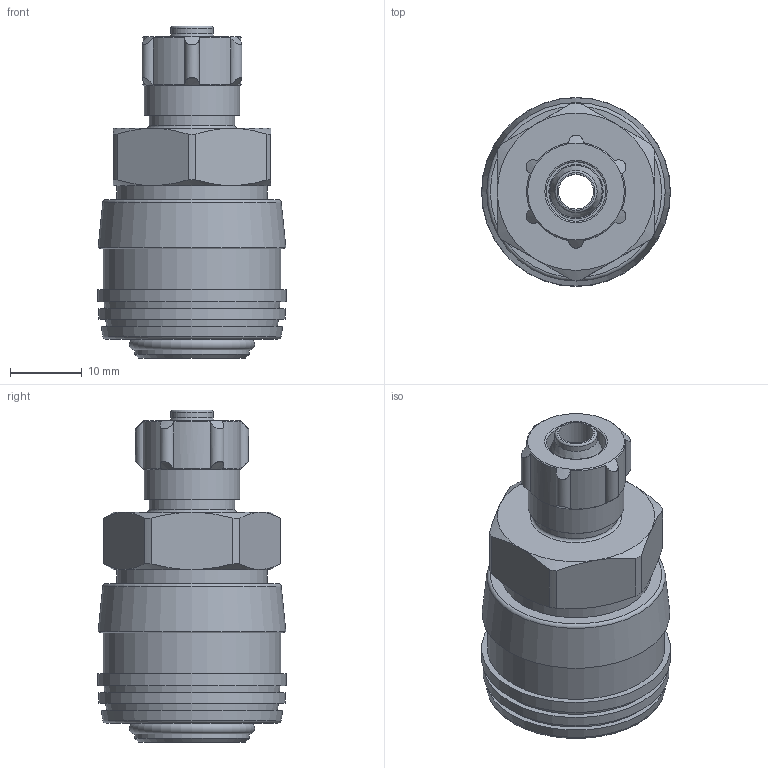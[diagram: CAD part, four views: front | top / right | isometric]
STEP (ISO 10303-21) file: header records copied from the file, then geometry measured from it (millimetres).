
FILE_DESCRIPTION(/* description */ ('STEP AP214'),/* implementation_level */ '2;1');
FILE_NAME(/* name */ '531639_KD4-CK-6',/* time_stamp */ '2024-08-22T15:56:40+02:00',/* author */ ('License CC BY-ND 4.0'),/* organization */ ('CADENAS'),/* preprocessor_version */ 'ST-DEVELOPER v19.3',/* originating_system */ 'PARTsolutions',/* authorisation */ ' ');
FILE_SCHEMA (('AUTOMOTIVE_DESIGN {1 0 10303 214 3 1 1}'));
Length unit declared in the file: millimetre
Products named in the file (1): 531639 KD4-CK-6
Bounding box: 26.4 x 26.4 x 46.4 mm (x, y, z)
Volume: 13997 mm3; surface area: 5993.2 mm2
Topology: 1 solids, 1 shells, 87 faces, 181 edges, 111 vertices
Faces by surface type: cylinder 31, plane 23, cone 20, torus 13
Full cylindrical faces by diameter (mm): 4.9 x1, 5.9 x1, 6.8 x1, 7.3 x1, 8.3 x1, 12 x3, 13.4 x1, 16 x1, 21 x1, 26 x1, 26.4 x1
Entity records: 2250 total; most frequent: CARTESIAN_POINT 510, DIRECTION 370, ORIENTED_EDGE 290, AXIS2_PLACEMENT_3D 173, EDGE_CURVE 145, EDGE_LOOP 138, FACE_BOUND 138, VERTEX_POINT 109
